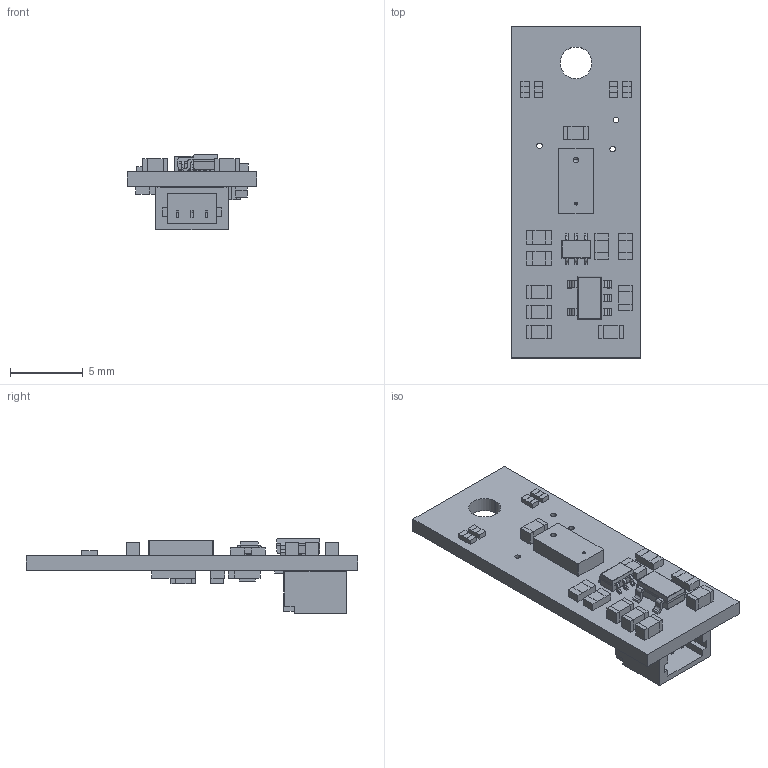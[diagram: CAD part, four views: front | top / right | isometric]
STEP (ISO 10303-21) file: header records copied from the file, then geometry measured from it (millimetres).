
FILE_DESCRIPTION (( 'STEP AP214' ), '1' );
FILE_NAME ('pololu-digital-distance-sensor-v2-with-side-entry-connector.step', '2025-06-09T21:47:49', ( '' ), ( '' ), 'SwSTEP 2.0', 'SolidWorks 2025', '' );
FILE_SCHEMA (( 'AUTOMOTIVE_DESIGN' ));
Length unit declared in the file: millimetre
Products named in the file (1): pololu-digital-distance-sensor-v2-with-side-entry-connector
Bounding box: 8.89 x 22.86 x 5.18 mm (x, y, z)
Volume: 283.6 mm3; surface area: 740.4 mm2
Topology: 1 solids, 1 shells, 885 faces, 2374 edges, 1546 vertices
Faces by surface type: plane 640, bspline 159, cylinder 82, sphere 4
Entity records: 42564 total; most frequent: CARTESIAN_POINT 11839, ORIENTED_EDGE 4732, DIRECTION 3564, EDGE_CURVE 2366, VECTOR 1854, LINE 1854, VERTEX_POINT 1542, EDGE_LOOP 980
